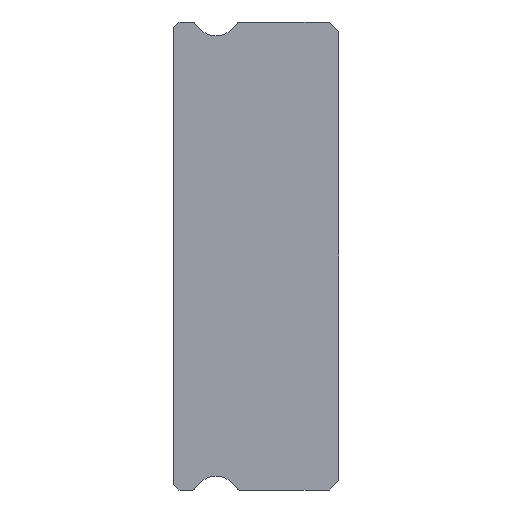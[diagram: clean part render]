
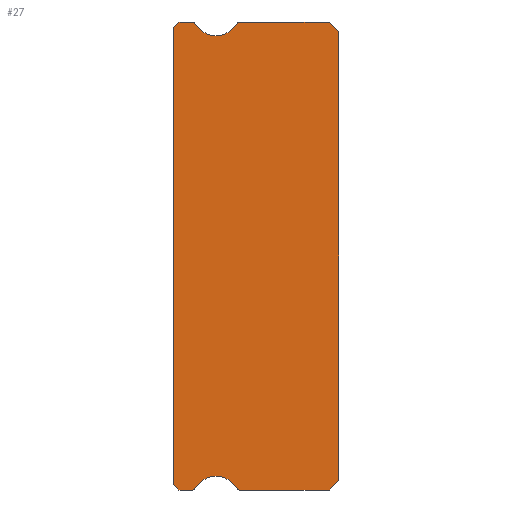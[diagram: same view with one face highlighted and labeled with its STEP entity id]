
A CAD part, left-side view. The second image highlights one B-rep face of the part: STEP entity #27.
In plain terms, the highlighted planar face has unit normal (-1, 0, 0).
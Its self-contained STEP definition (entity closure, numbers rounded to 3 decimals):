
#21 = CARTESIAN_POINT ( 'NONE',  ( -15., 0.5, 12. ) ) ;
#24 = DIRECTION ( 'NONE',  ( 0., 0.707, -0.707 ) ) ;
#27 = ADVANCED_FACE ( 'NONE', ( #886 ), #1279, .F. ) ;
#28 = EDGE_CURVE ( 'NONE', #157, #958, #98, .T. ) ;
#31 = ORIENTED_EDGE ( 'NONE', *, *, #232, .F. ) ;
#32 = VECTOR ( 'NONE', #901, 1000. ) ;
#34 = VERTEX_POINT ( 'NONE', #468 ) ;
#38 = ORIENTED_EDGE ( 'NONE', *, *, #752, .F. ) ;
#41 = VERTEX_POINT ( 'NONE', #599 ) ;
#51 = VERTEX_POINT ( 'NONE', #1072 ) ;
#65 = CARTESIAN_POINT ( 'NONE',  ( -15., 7.383, -11.925 ) ) ;
#87 = DIRECTION ( 'NONE',  ( -1., 0., 0. ) ) ;
#98 = LINE ( 'NONE', #1296, #109 ) ;
#99 = CARTESIAN_POINT ( 'NONE',  ( -15., 7.512, -12. ) ) ;
#101 = CARTESIAN_POINT ( 'NONE',  ( -15., 5.088, -11.85 ) ) ;
#109 = VECTOR ( 'NONE', #383, 1000. ) ;
#112 = EDGE_CURVE ( 'NONE', #1059, #265, #300, .T. ) ;
#124 = CARTESIAN_POINT ( 'NONE',  ( -15., 8.5, 11.7 ) ) ;
#129 = CARTESIAN_POINT ( 'NONE',  ( -15., 0., -11.5 ) ) ;
#146 = ORIENTED_EDGE ( 'NONE', *, *, #1048, .F. ) ;
#157 = VERTEX_POINT ( 'NONE', #129 ) ;
#161 = EDGE_CURVE ( 'NONE', #410, #806, #440, .T. ) ;
#191 = CARTESIAN_POINT ( 'NONE',  ( -15., 6.3, 12.55 ) ) ;
#197 = CARTESIAN_POINT ( 'NONE',  ( -15., 6.3, 12.55 ) ) ;
#201 = DIRECTION ( 'NONE',  ( 0., 0., -1. ) ) ;
#215 = ORIENTED_EDGE ( 'NONE', *, *, #112, .T. ) ;
#223 = DIRECTION ( 'NONE',  ( 0., 1., 0. ) ) ;
#232 = EDGE_CURVE ( 'NONE', #558, #958, #353, .T. ) ;
#235 = ORIENTED_EDGE ( 'NONE', *, *, #427, .F. ) ;
#237 = CARTESIAN_POINT ( 'NONE',  ( -15., 7.512, 11.85 ) ) ;
#243 = ORIENTED_EDGE ( 'NONE', *, *, #667, .F. ) ;
#265 = VERTEX_POINT ( 'NONE', #1035 ) ;
#270 = LINE ( 'NONE', #370, #1179 ) ;
#273 = DIRECTION ( 'NONE',  ( 0., 0., -1. ) ) ;
#274 = DIRECTION ( 'NONE',  ( 1., 0., 0. ) ) ;
#275 = CARTESIAN_POINT ( 'NONE',  ( -15., 8.2, 12. ) ) ;
#280 = LINE ( 'NONE', #403, #419 ) ;
#291 = CIRCLE ( 'NONE', #538, 0.15 ) ;
#300 = LINE ( 'NONE', #99, #1191 ) ;
#311 = CIRCLE ( 'NONE', #439, 1.25 ) ;
#315 = DIRECTION ( 'NONE',  ( -1., 0., 0. ) ) ;
#317 = CARTESIAN_POINT ( 'NONE',  ( -15., 5.217, -11.925 ) ) ;
#335 = CARTESIAN_POINT ( 'NONE',  ( -15., 8.2, -12. ) ) ;
#338 = CARTESIAN_POINT ( 'NONE',  ( -15., 8.2, 12. ) ) ;
#353 = LINE ( 'NONE', #963, #648 ) ;
#370 = CARTESIAN_POINT ( 'NONE',  ( -15., 7.512, -12. ) ) ;
#383 = DIRECTION ( 'NONE',  ( 0., 0., 1. ) ) ;
#393 = VERTEX_POINT ( 'NONE', #275 ) ;
#401 = CARTESIAN_POINT ( 'NONE',  ( -15., 5.088, 11.85 ) ) ;
#403 = CARTESIAN_POINT ( 'NONE',  ( -15., 0., -11.5 ) ) ;
#410 = VERTEX_POINT ( 'NONE', #993 ) ;
#419 = VECTOR ( 'NONE', #1282, 1000. ) ;
#427 = EDGE_CURVE ( 'NONE', #553, #1033, #504, .T. ) ;
#431 = LINE ( 'NONE', #517, #1297 ) ;
#436 = VECTOR ( 'NONE', #223, 1000. ) ;
#439 = AXIS2_PLACEMENT_3D ( 'NONE', #197, #700, #273 ) ;
#440 = CIRCLE ( 'NONE', #1273, 0.15 ) ;
#451 = EDGE_CURVE ( 'NONE', #34, #553, #291, .T. ) ;
#463 = CARTESIAN_POINT ( 'NONE',  ( -15., 7.512, -11.85 ) ) ;
#466 = EDGE_CURVE ( 'NONE', #34, #393, #1221, .T. ) ;
#467 = CIRCLE ( 'NONE', #965, 1.25 ) ;
#468 = CARTESIAN_POINT ( 'NONE',  ( -15., 7.512, 12. ) ) ;
#488 = EDGE_CURVE ( 'NONE', #393, #1244, #1012, .T. ) ;
#493 = DIRECTION ( 'NONE',  ( 1., 0., 0. ) ) ;
#501 = CARTESIAN_POINT ( 'NONE',  ( -15., 7.512, 12. ) ) ;
#504 = CIRCLE ( 'NONE', #1203, 1.25 ) ;
#517 = CARTESIAN_POINT ( 'NONE',  ( -15., 8.2, -12. ) ) ;
#523 = CARTESIAN_POINT ( 'NONE',  ( -15., 6.3, -12.55 ) ) ;
#532 = EDGE_CURVE ( 'NONE', #41, #1244, #1108, .T. ) ;
#534 = DIRECTION ( 'NONE',  ( 1., 0., 0. ) ) ;
#538 = AXIS2_PLACEMENT_3D ( 'NONE', #237, #534, #1228 ) ;
#553 = VERTEX_POINT ( 'NONE', #743 ) ;
#558 = VERTEX_POINT ( 'NONE', #21 ) ;
#563 = AXIS2_PLACEMENT_3D ( 'NONE', #686, #493, #201 ) ;
#564 = ORIENTED_EDGE ( 'NONE', *, *, #451, .F. ) ;
#573 = EDGE_CURVE ( 'NONE', #41, #1059, #431, .T. ) ;
#577 = ORIENTED_EDGE ( 'NONE', *, *, #573, .T. ) ;
#581 = ORIENTED_EDGE ( 'NONE', *, *, #1143, .F. ) ;
#599 = CARTESIAN_POINT ( 'NONE',  ( -15., 8.5, -11.7 ) ) ;
#636 = ORIENTED_EDGE ( 'NONE', *, *, #532, .F. ) ;
#648 = VECTOR ( 'NONE', #1256, 1000. ) ;
#666 = DIRECTION ( 'NONE',  ( 0., 0., -1. ) ) ;
#667 = EDGE_CURVE ( 'NONE', #1033, #410, #311, .T. ) ;
#672 = DIRECTION ( 'NONE',  ( 0., 0., -1. ) ) ;
#678 = EDGE_CURVE ( 'NONE', #157, #1177, #280, .T. ) ;
#686 = CARTESIAN_POINT ( 'NONE',  ( -15., 7.512, 11.85 ) ) ;
#692 = VECTOR ( 'NONE', #842, 1000. ) ;
#700 = DIRECTION ( 'NONE',  ( -1., 0., 0. ) ) ;
#704 = LINE ( 'NONE', #501, #32 ) ;
#723 = EDGE_CURVE ( 'NONE', #51, #1185, #1053, .T. ) ;
#725 = CARTESIAN_POINT ( 'NONE',  ( -15., 0.5, -12. ) ) ;
#741 = EDGE_CURVE ( 'NONE', #806, #558, #704, .T. ) ;
#743 = CARTESIAN_POINT ( 'NONE',  ( -15., 7.383, 11.925 ) ) ;
#752 = EDGE_CURVE ( 'NONE', #845, #265, #1101, .T. ) ;
#772 = DIRECTION ( 'NONE',  ( 0., 1., 0. ) ) ;
#795 = DIRECTION ( 'NONE',  ( 0., 0., -1. ) ) ;
#802 = AXIS2_PLACEMENT_3D ( 'NONE', #463, #274, #666 ) ;
#806 = VERTEX_POINT ( 'NONE', #1175 ) ;
#823 = CARTESIAN_POINT ( 'NONE',  ( -15., 8.5, 11.85 ) ) ;
#842 = DIRECTION ( 'NONE',  ( 0., 0., 1. ) ) ;
#845 = VERTEX_POINT ( 'NONE', #65 ) ;
#877 = VECTOR ( 'NONE', #24, 1000. ) ;
#886 = FACE_OUTER_BOUND ( 'NONE', #1281, .T. ) ;
#901 = DIRECTION ( 'NONE',  ( 0., -1., 0. ) ) ;
#958 = VERTEX_POINT ( 'NONE', #1253 ) ;
#960 = ORIENTED_EDGE ( 'NONE', *, *, #28, .T. ) ;
#963 = CARTESIAN_POINT ( 'NONE',  ( -15., 0.5, 12. ) ) ;
#965 = AXIS2_PLACEMENT_3D ( 'NONE', #523, #315, #1218 ) ;
#968 = DIRECTION ( 'NONE',  ( 0., 0., -1. ) ) ;
#987 = ORIENTED_EDGE ( 'NONE', *, *, #488, .T. ) ;
#993 = CARTESIAN_POINT ( 'NONE',  ( -15., 5.217, 11.925 ) ) ;
#994 = ORIENTED_EDGE ( 'NONE', *, *, #161, .F. ) ;
#996 = ORIENTED_EDGE ( 'NONE', *, *, #741, .F. ) ;
#1002 = DIRECTION ( 'NONE',  ( 0., -0.707, -0.707 ) ) ;
#1012 = LINE ( 'NONE', #124, #877 ) ;
#1013 = CARTESIAN_POINT ( 'NONE',  ( -15., 6.3, 11.3 ) ) ;
#1033 = VERTEX_POINT ( 'NONE', #1013 ) ;
#1035 = CARTESIAN_POINT ( 'NONE',  ( -15., 7.512, -12. ) ) ;
#1048 = EDGE_CURVE ( 'NONE', #1185, #845, #467, .T. ) ;
#1050 = ORIENTED_EDGE ( 'NONE', *, *, #678, .F. ) ;
#1053 = CIRCLE ( 'NONE', #1223, 0.15 ) ;
#1059 = VERTEX_POINT ( 'NONE', #335 ) ;
#1072 = CARTESIAN_POINT ( 'NONE',  ( -15., 5.088, -12. ) ) ;
#1093 = DIRECTION ( 'NONE',  ( 1., 0., 0. ) ) ;
#1101 = CIRCLE ( 'NONE', #802, 0.15 ) ;
#1108 = LINE ( 'NONE', #823, #692 ) ;
#1118 = CARTESIAN_POINT ( 'NONE',  ( -15., 8.5, 11.7 ) ) ;
#1127 = ORIENTED_EDGE ( 'NONE', *, *, #466, .T. ) ;
#1143 = EDGE_CURVE ( 'NONE', #1177, #51, #270, .T. ) ;
#1175 = CARTESIAN_POINT ( 'NONE',  ( -15., 5.088, 12. ) ) ;
#1177 = VERTEX_POINT ( 'NONE', #725 ) ;
#1179 = VECTOR ( 'NONE', #772, 1000. ) ;
#1181 = DIRECTION ( 'NONE',  ( 0., -1., 0. ) ) ;
#1183 = DIRECTION ( 'NONE',  ( 1., 0., 0. ) ) ;
#1185 = VERTEX_POINT ( 'NONE', #317 ) ;
#1191 = VECTOR ( 'NONE', #1181, 1000. ) ;
#1196 = ORIENTED_EDGE ( 'NONE', *, *, #723, .F. ) ;
#1203 = AXIS2_PLACEMENT_3D ( 'NONE', #191, #87, #795 ) ;
#1218 = DIRECTION ( 'NONE',  ( 0., 0., -1. ) ) ;
#1221 = LINE ( 'NONE', #338, #436 ) ;
#1223 = AXIS2_PLACEMENT_3D ( 'NONE', #101, #1183, #968 ) ;
#1228 = DIRECTION ( 'NONE',  ( 0., 0., -1. ) ) ;
#1244 = VERTEX_POINT ( 'NONE', #1118 ) ;
#1253 = CARTESIAN_POINT ( 'NONE',  ( -15., 0., 11.5 ) ) ;
#1256 = DIRECTION ( 'NONE',  ( 0., -0.707, -0.707 ) ) ;
#1273 = AXIS2_PLACEMENT_3D ( 'NONE', #401, #1093, #672 ) ;
#1279 = PLANE ( 'NONE',  #563 ) ;
#1281 = EDGE_LOOP ( 'NONE', ( #636, #577, #215, #38, #146, #1196, #581, #1050, #960, #31, #996, #994, #243, #235, #564, #1127, #987 ) ) ;
#1282 = DIRECTION ( 'NONE',  ( 0., 0.707, -0.707 ) ) ;
#1296 = CARTESIAN_POINT ( 'NONE',  ( -15., 0., 11.5 ) ) ;
#1297 = VECTOR ( 'NONE', #1002, 1000. ) ;
